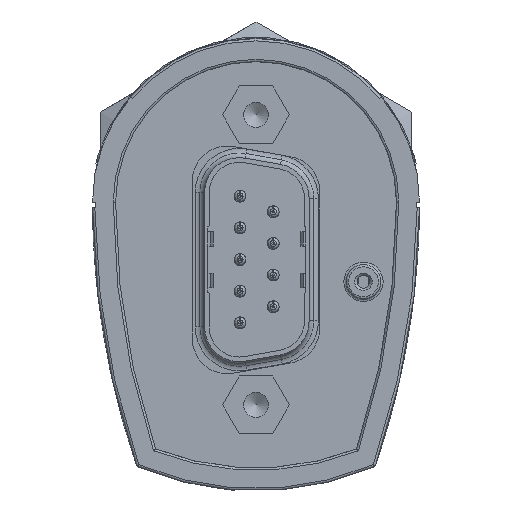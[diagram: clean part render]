
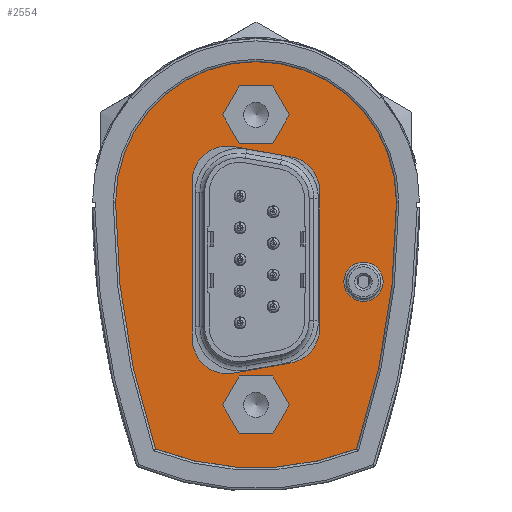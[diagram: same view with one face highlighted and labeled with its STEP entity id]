
A CAD part, left-side view. The second image highlights one B-rep face of the part: STEP entity #2554.
In plain terms, the highlighted planar face has unit normal (-1, 0, 0).
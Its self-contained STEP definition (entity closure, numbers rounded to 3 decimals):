
#2330=CARTESIAN_POINT('',(-64.5,0.,-4.6));
#2331=DIRECTION('',(-1.0,0.0,0.0));
#2332=DIRECTION('',(0.0,0.0,1.0));
#2333=AXIS2_PLACEMENT_3D('',#2330,#2331,#2332);
#2334=PLANE('',#2333);
#2335=CARTESIAN_POINT('',(-64.5,12.15,0.));
#2336=VERTEX_POINT('',#2335);
#2337=CARTESIAN_POINT('',(-64.5,-12.15,0.));
#2338=VERTEX_POINT('',#2337);
#2339=CARTESIAN_POINT('',(-64.5,0.,0.));
#2340=DIRECTION('',(1.0,0.0,0.0));
#2341=DIRECTION('',(0.0,0.65,0.76));
#2342=AXIS2_PLACEMENT_3D('',#2339,#2340,#2341);
#2343=CIRCLE('',#2342,12.15);
#2344=EDGE_CURVE('',#2336,#2338,#2343,.T.);
#2345=ORIENTED_EDGE('',*,*,#2344,.F.);
#2346=CARTESIAN_POINT('',(-64.5,8.709,-21.358));
#2347=VERTEX_POINT('',#2346);
#2348=CARTESIAN_POINT('',(-64.5,-55.85,0.));
#2349=DIRECTION('',(-1.0,0.0,0.0));
#2350=DIRECTION('',(0.0,-1.0,0.0));
#2351=AXIS2_PLACEMENT_3D('',#2348,#2349,#2350);
#2352=CIRCLE('',#2351,68.0);
#2353=EDGE_CURVE('',#2336,#2347,#2352,.T.);
#2354=ORIENTED_EDGE('',*,*,#2353,.T.);
#2355=CARTESIAN_POINT('',(-64.5,-8.709,-21.358));
#2356=VERTEX_POINT('',#2355);
#2357=CARTESIAN_POINT('',(-64.5,0.,1.0));
#2358=DIRECTION('',(-1.0,0.0,0.0));
#2359=DIRECTION('',(0.0,-1.0,0.0));
#2360=AXIS2_PLACEMENT_3D('',#2357,#2358,#2359);
#2361=CIRCLE('',#2360,23.994);
#2362=EDGE_CURVE('',#2347,#2356,#2361,.T.);
#2363=ORIENTED_EDGE('',*,*,#2362,.T.);
#2364=CARTESIAN_POINT('',(-64.5,55.85,0.));
#2365=DIRECTION('',(-1.0,0.0,0.0));
#2366=DIRECTION('',(0.0,0.945,0.327));
#2367=AXIS2_PLACEMENT_3D('',#2364,#2365,#2366);
#2368=CIRCLE('',#2367,68.);
#2369=EDGE_CURVE('',#2356,#2338,#2368,.T.);
#2370=ORIENTED_EDGE('',*,*,#2369,.T.);
#2371=EDGE_LOOP('',(#2345,#2354,#2363,#2370));
#2372=FACE_OUTER_BOUND('',#2371,.T.);
#2373=CARTESIAN_POINT('',(-64.5,-1.443,5.05));
#2374=VERTEX_POINT('',#2373);
#2375=CARTESIAN_POINT('',(-64.5,1.443,5.05));
#2376=VERTEX_POINT('',#2375);
#2377=CARTESIAN_POINT('',(-64.5,-1.443,5.05));
#2378=DIRECTION('',(0.0,1.0,0.0));
#2379=VECTOR('',#2378,2.887);
#2380=LINE('',#2377,#2379);
#2381=EDGE_CURVE('',#2374,#2376,#2380,.T.);
#2382=ORIENTED_EDGE('',*,*,#2381,.T.);
#2383=CARTESIAN_POINT('',(-64.5,2.887,7.55));
#2384=VERTEX_POINT('',#2383);
#2385=CARTESIAN_POINT('',(-64.5,1.443,5.05));
#2386=DIRECTION('',(0.,0.5,0.866));
#2387=VECTOR('',#2386,2.887);
#2388=LINE('',#2385,#2387);
#2389=EDGE_CURVE('',#2376,#2384,#2388,.T.);
#2390=ORIENTED_EDGE('',*,*,#2389,.T.);
#2391=CARTESIAN_POINT('',(-64.5,1.443,10.05));
#2392=VERTEX_POINT('',#2391);
#2393=CARTESIAN_POINT('',(-64.5,2.887,7.55));
#2394=DIRECTION('',(0.,-0.5,0.866));
#2395=VECTOR('',#2394,2.887);
#2396=LINE('',#2393,#2395);
#2397=EDGE_CURVE('',#2384,#2392,#2396,.T.);
#2398=ORIENTED_EDGE('',*,*,#2397,.T.);
#2399=CARTESIAN_POINT('',(-64.5,-1.443,10.05));
#2400=VERTEX_POINT('',#2399);
#2401=CARTESIAN_POINT('',(-64.5,1.443,10.05));
#2402=DIRECTION('',(0.0,-1.0,0.0));
#2403=VECTOR('',#2402,2.887);
#2404=LINE('',#2401,#2403);
#2405=EDGE_CURVE('',#2392,#2400,#2404,.T.);
#2406=ORIENTED_EDGE('',*,*,#2405,.T.);
#2407=CARTESIAN_POINT('',(-64.5,-2.887,7.55));
#2408=VERTEX_POINT('',#2407);
#2409=CARTESIAN_POINT('',(-64.5,-1.443,10.05));
#2410=DIRECTION('',(0.,-0.5,-0.866));
#2411=VECTOR('',#2410,2.887);
#2412=LINE('',#2409,#2411);
#2413=EDGE_CURVE('',#2400,#2408,#2412,.T.);
#2414=ORIENTED_EDGE('',*,*,#2413,.T.);
#2415=CARTESIAN_POINT('',(-64.5,-2.887,7.55));
#2416=DIRECTION('',(0.,0.5,-0.866));
#2417=VECTOR('',#2416,2.887);
#2418=LINE('',#2415,#2417);
#2419=EDGE_CURVE('',#2408,#2374,#2418,.T.);
#2420=ORIENTED_EDGE('',*,*,#2419,.T.);
#2421=EDGE_LOOP('',(#2382,#2390,#2398,#2406,#2414,#2420));
#2422=FACE_BOUND('',#2421,.T.);
#2423=CARTESIAN_POINT('',(-64.5,-1.443,-20.05));
#2424=VERTEX_POINT('',#2423);
#2425=CARTESIAN_POINT('',(-64.5,1.443,-20.05));
#2426=VERTEX_POINT('',#2425);
#2427=CARTESIAN_POINT('',(-64.5,-1.443,-20.05));
#2428=DIRECTION('',(0.0,1.0,0.0));
#2429=VECTOR('',#2428,2.887);
#2430=LINE('',#2427,#2429);
#2431=EDGE_CURVE('',#2424,#2426,#2430,.T.);
#2432=ORIENTED_EDGE('',*,*,#2431,.T.);
#2433=CARTESIAN_POINT('',(-64.5,2.887,-17.55));
#2434=VERTEX_POINT('',#2433);
#2435=CARTESIAN_POINT('',(-64.5,1.443,-20.05));
#2436=DIRECTION('',(0.,0.5,0.866));
#2437=VECTOR('',#2436,2.887);
#2438=LINE('',#2435,#2437);
#2439=EDGE_CURVE('',#2426,#2434,#2438,.T.);
#2440=ORIENTED_EDGE('',*,*,#2439,.T.);
#2441=CARTESIAN_POINT('',(-64.5,1.443,-15.05));
#2442=VERTEX_POINT('',#2441);
#2443=CARTESIAN_POINT('',(-64.5,2.887,-17.55));
#2444=DIRECTION('',(0.,-0.5,0.866));
#2445=VECTOR('',#2444,2.887);
#2446=LINE('',#2443,#2445);
#2447=EDGE_CURVE('',#2434,#2442,#2446,.T.);
#2448=ORIENTED_EDGE('',*,*,#2447,.T.);
#2449=CARTESIAN_POINT('',(-64.5,-1.443,-15.05));
#2450=VERTEX_POINT('',#2449);
#2451=CARTESIAN_POINT('',(-64.5,1.443,-15.05));
#2452=DIRECTION('',(0.0,-1.0,0.0));
#2453=VECTOR('',#2452,2.887);
#2454=LINE('',#2451,#2453);
#2455=EDGE_CURVE('',#2442,#2450,#2454,.T.);
#2456=ORIENTED_EDGE('',*,*,#2455,.T.);
#2457=CARTESIAN_POINT('',(-64.5,-2.887,-17.55));
#2458=VERTEX_POINT('',#2457);
#2459=CARTESIAN_POINT('',(-64.5,-1.443,-15.05));
#2460=DIRECTION('',(0.,-0.5,-0.866));
#2461=VECTOR('',#2460,2.887);
#2462=LINE('',#2459,#2461);
#2463=EDGE_CURVE('',#2450,#2458,#2462,.T.);
#2464=ORIENTED_EDGE('',*,*,#2463,.T.);
#2465=CARTESIAN_POINT('',(-64.5,-2.887,-17.55));
#2466=DIRECTION('',(0.,0.5,-0.866));
#2467=VECTOR('',#2466,2.887);
#2468=LINE('',#2465,#2467);
#2469=EDGE_CURVE('',#2458,#2424,#2468,.T.);
#2470=ORIENTED_EDGE('',*,*,#2469,.T.);
#2471=EDGE_LOOP('',(#2432,#2440,#2448,#2456,#2464,#2470));
#2472=FACE_BOUND('',#2471,.T.);
#2473=CARTESIAN_POINT('',(-64.5,1.979,-14.804));
#2474=VERTEX_POINT('',#2473);
#2475=CARTESIAN_POINT('',(-64.5,5.5,-11.85));
#2476=VERTEX_POINT('',#2475);
#2477=CARTESIAN_POINT('',(-64.5,2.5,-11.85));
#2478=DIRECTION('',(1.0,0.0,0.0));
#2479=DIRECTION('',(0.0,1.0,0.0));
#2480=AXIS2_PLACEMENT_3D('',#2477,#2478,#2479);
#2481=CIRCLE('',#2480,3.0);
#2482=EDGE_CURVE('',#2474,#2476,#2481,.T.);
#2483=ORIENTED_EDGE('',*,*,#2482,.T.);
#2484=CARTESIAN_POINT('',(-64.5,5.5,1.85));
#2485=VERTEX_POINT('',#2484);
#2486=CARTESIAN_POINT('',(-64.5,5.5,-11.85));
#2487=DIRECTION('',(0.0,0.0,1.0));
#2488=VECTOR('',#2487,13.7);
#2489=LINE('',#2486,#2488);
#2490=EDGE_CURVE('',#2476,#2485,#2489,.T.);
#2491=ORIENTED_EDGE('',*,*,#2490,.T.);
#2492=CARTESIAN_POINT('',(-64.5,1.979,4.804));
#2493=VERTEX_POINT('',#2492);
#2494=CARTESIAN_POINT('',(-64.5,2.5,1.85));
#2495=DIRECTION('',(1.0,0.0,0.0));
#2496=DIRECTION('',(0.0,-0.174,0.985));
#2497=AXIS2_PLACEMENT_3D('',#2494,#2495,#2496);
#2498=CIRCLE('',#2497,3.0);
#2499=EDGE_CURVE('',#2485,#2493,#2498,.T.);
#2500=ORIENTED_EDGE('',*,*,#2499,.T.);
#2501=CARTESIAN_POINT('',(-64.5,-3.021,3.923));
#2502=VERTEX_POINT('',#2501);
#2503=CARTESIAN_POINT('',(-64.5,1.979,4.804));
#2504=DIRECTION('',(0.,-0.985,-0.174));
#2505=VECTOR('',#2504,5.077);
#2506=LINE('',#2503,#2505);
#2507=EDGE_CURVE('',#2493,#2502,#2506,.T.);
#2508=ORIENTED_EDGE('',*,*,#2507,.T.);
#2509=CARTESIAN_POINT('',(-64.5,-5.5,0.968));
#2510=VERTEX_POINT('',#2509);
#2511=CARTESIAN_POINT('',(-64.5,-2.5,0.968));
#2512=DIRECTION('',(1.0,0.0,0.0));
#2513=DIRECTION('',(0.0,-1.0,0.0));
#2514=AXIS2_PLACEMENT_3D('',#2511,#2512,#2513);
#2515=CIRCLE('',#2514,3.0);
#2516=EDGE_CURVE('',#2502,#2510,#2515,.T.);
#2517=ORIENTED_EDGE('',*,*,#2516,.T.);
#2518=CARTESIAN_POINT('',(-64.5,-5.5,-10.968));
#2519=VERTEX_POINT('',#2518);
#2520=CARTESIAN_POINT('',(-64.5,-5.5,0.968));
#2521=DIRECTION('',(0.0,0.0,-1.0));
#2522=VECTOR('',#2521,11.937);
#2523=LINE('',#2520,#2522);
#2524=EDGE_CURVE('',#2510,#2519,#2523,.T.);
#2525=ORIENTED_EDGE('',*,*,#2524,.T.);
#2526=CARTESIAN_POINT('',(-64.5,-3.021,-13.923));
#2527=VERTEX_POINT('',#2526);
#2528=CARTESIAN_POINT('',(-64.5,-2.5,-10.968));
#2529=DIRECTION('',(1.0,0.0,0.0));
#2530=DIRECTION('',(0.0,-0.174,-0.985));
#2531=AXIS2_PLACEMENT_3D('',#2528,#2529,#2530);
#2532=CIRCLE('',#2531,3.0);
#2533=EDGE_CURVE('',#2519,#2527,#2532,.T.);
#2534=ORIENTED_EDGE('',*,*,#2533,.T.);
#2535=CARTESIAN_POINT('',(-64.5,-3.021,-13.923));
#2536=DIRECTION('',(0.,0.985,-0.174));
#2537=VECTOR('',#2536,5.077);
#2538=LINE('',#2535,#2537);
#2539=EDGE_CURVE('',#2527,#2474,#2538,.T.);
#2540=ORIENTED_EDGE('',*,*,#2539,.T.);
#2541=EDGE_LOOP('',(#2483,#2491,#2500,#2508,#2517,#2525,#2534,#2540));
#2542=FACE_BOUND('',#2541,.T.);
#2543=CARTESIAN_POINT('',(-64.5,-11.,-6.9));
#2544=VERTEX_POINT('',#2543);
#2545=CARTESIAN_POINT('',(-64.5,-9.3,-6.9));
#2546=DIRECTION('',(-1.0,0.0,0.0));
#2547=DIRECTION('',(0.0,1.0,0.0));
#2548=AXIS2_PLACEMENT_3D('',#2545,#2546,#2547);
#2549=CIRCLE('',#2548,1.7);
#2550=EDGE_CURVE('',#2544,#2544,#2549,.T.);
#2551=ORIENTED_EDGE('',*,*,#2550,.F.);
#2552=EDGE_LOOP('',(#2551));
#2553=FACE_BOUND('',#2552,.T.);
#2554=ADVANCED_FACE('',(#2372,#2422,#2472,#2542,#2553),#2334,.T.);
